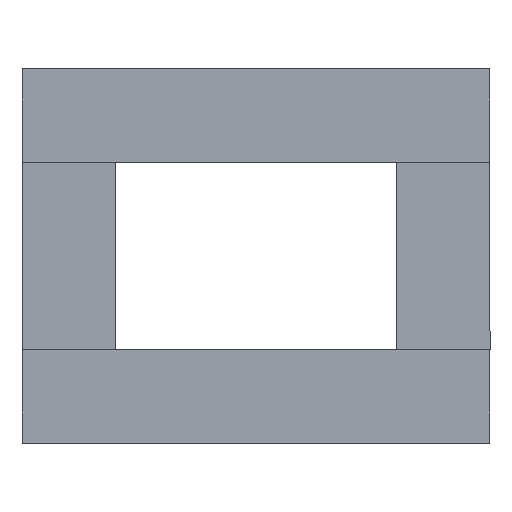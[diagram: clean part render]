
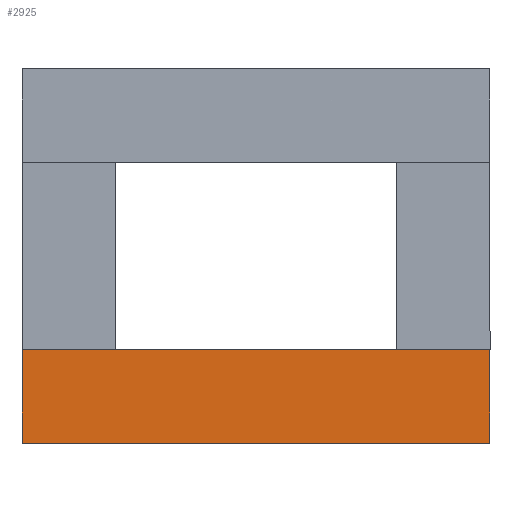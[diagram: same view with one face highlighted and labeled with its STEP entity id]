
A CAD part, left-side view. The second image highlights one B-rep face of the part: STEP entity #2925.
In plain terms, the highlighted planar face has unit normal (-1, 0, 0).
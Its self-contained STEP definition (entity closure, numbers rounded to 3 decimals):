
#91 = VERTEX_POINT ( 'NONE', #960 ) ;
#233 = LINE ( 'NONE', #1666, #2897 ) ;
#428 = LINE ( 'NONE', #1535, #1780 ) ;
#539 = EDGE_CURVE ( 'NONE', #2995, #740, #428, .T. ) ;
#740 = VERTEX_POINT ( 'NONE', #849 ) ;
#824 = VERTEX_POINT ( 'NONE', #1475 ) ;
#849 = CARTESIAN_POINT ( 'NONE',  ( -31.374, 102.436, 160.67 ) ) ;
#960 = CARTESIAN_POINT ( 'NONE',  ( -31.374, 102.436, 151.67 ) ) ;
#980 = DIRECTION ( 'NONE',  ( 0., 0., -1. ) ) ;
#982 = VECTOR ( 'NONE', #980, 1000. ) ;
#991 = CARTESIAN_POINT ( 'NONE',  ( -31.374, 102.436, 160.67 ) ) ;
#1005 = DIRECTION ( 'NONE',  ( 1., 0., 0. ) ) ;
#1256 = ORIENTED_EDGE ( 'NONE', *, *, #2475, .F. ) ;
#1296 = FACE_OUTER_BOUND ( 'NONE', #2878, .T. ) ;
#1475 = CARTESIAN_POINT ( 'NONE',  ( -31.374, 147.436, 151.67 ) ) ;
#1518 = ORIENTED_EDGE ( 'NONE', *, *, #1715, .T. ) ;
#1535 = CARTESIAN_POINT ( 'NONE',  ( -31.374, 147.436, 160.67 ) ) ;
#1634 = CARTESIAN_POINT ( 'NONE',  ( -31.374, 147.436, 160.67 ) ) ;
#1666 = CARTESIAN_POINT ( 'NONE',  ( -31.374, 147.436, 151.67 ) ) ;
#1715 = EDGE_CURVE ( 'NONE', #824, #91, #233, .T. ) ;
#1780 = VECTOR ( 'NONE', #2662, 1000. ) ;
#2061 = LINE ( 'NONE', #991, #2624 ) ;
#2440 = LINE ( 'NONE', #3500, #982 ) ;
#2475 = EDGE_CURVE ( 'NONE', #740, #91, #2061, .T. ) ;
#2624 = VECTOR ( 'NONE', #2641, 1000. ) ;
#2641 = DIRECTION ( 'NONE',  ( 0., 0., -1. ) ) ;
#2662 = DIRECTION ( 'NONE',  ( 0., -1., 0. ) ) ;
#2775 = ORIENTED_EDGE ( 'NONE', *, *, #3364, .T. ) ;
#2878 = EDGE_LOOP ( 'NONE', ( #1518, #1256, #3125, #2775 ) ) ;
#2897 = VECTOR ( 'NONE', #3336, 1000. ) ;
#2925 = ADVANCED_FACE ( 'NONE', ( #1296 ), #2957, .F. ) ;
#2957 = PLANE ( 'NONE',  #3145 ) ;
#2995 = VERTEX_POINT ( 'NONE', #1634 ) ;
#3125 = ORIENTED_EDGE ( 'NONE', *, *, #539, .F. ) ;
#3145 = AXIS2_PLACEMENT_3D ( 'NONE', #3530, #1005, #3174 ) ;
#3174 = DIRECTION ( 'NONE',  ( 0., 0., -1. ) ) ;
#3336 = DIRECTION ( 'NONE',  ( 0., -1., 0. ) ) ;
#3364 = EDGE_CURVE ( 'NONE', #2995, #824, #2440, .T. ) ;
#3500 = CARTESIAN_POINT ( 'NONE',  ( -31.374, 147.436, 160.67 ) ) ;
#3530 = CARTESIAN_POINT ( 'NONE',  ( -31.374, 147.436, 160.67 ) ) ;
